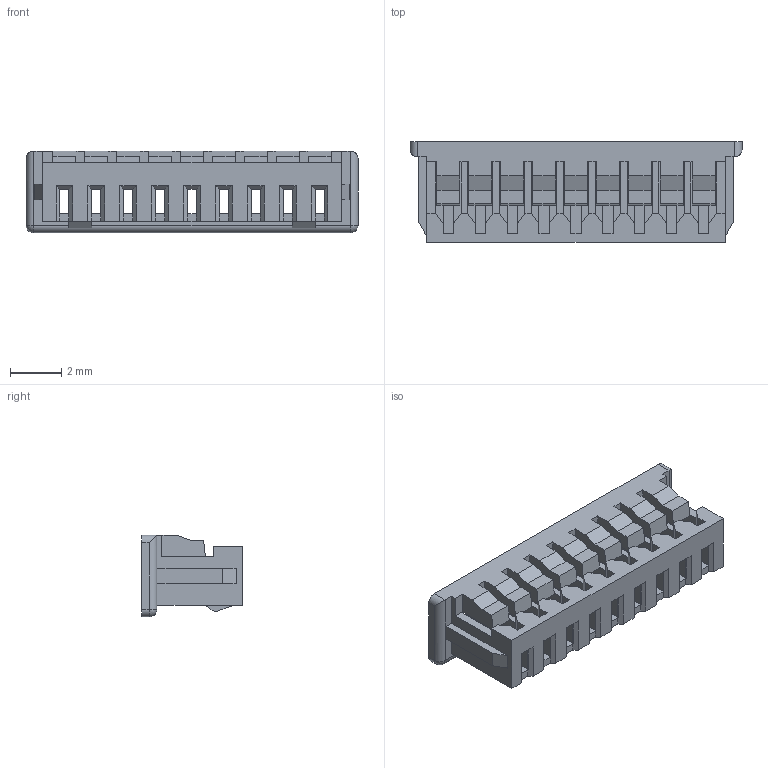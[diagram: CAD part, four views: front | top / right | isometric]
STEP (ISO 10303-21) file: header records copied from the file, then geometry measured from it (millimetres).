
FILE_DESCRIPTION(('FreeCAD Model'),'2;1');
FILE_NAME('510210900.step','2016-05-20T02:33:29',( 'Author'),(''),'Open CASCADE STEP processor 6.8','FreeCAD','Unknown' );
FILE_SCHEMA(('AUTOMOTIVE_DESIGN_CC2 { 1 2 10303 214 -1 1 5 4 }'));
Length unit declared in the file: millimetre
Products named in the file (2): ASSEMBLY; 510210900
Assembly tree (1 placements, depth 2):
  ASSEMBLY
    510210900
Bounding box: 13 x 3.95 x 3.2 mm (x, y, z)
Volume: 67.7 mm3; surface area: 375.9 mm2
Topology: 1 solids, 1 shells, 419 faces, 1138 edges, 696 vertices
Faces by surface type: plane 410, cylinder 7, sphere 2
Entity records: 28435 total; most frequent: CARTESIAN_POINT 5455, DIRECTION 4230, LINE 3364, VECTOR 3364, ORIENTED_EDGE 2276, PCURVE 2276, DEFINITIONAL_REPRESENTATION 2276, EDGE_CURVE 1138
